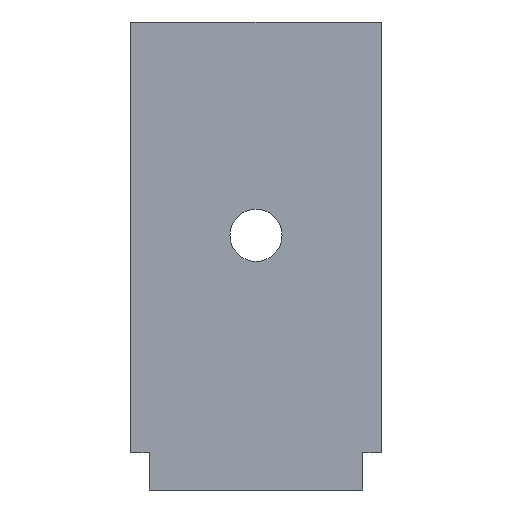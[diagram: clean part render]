
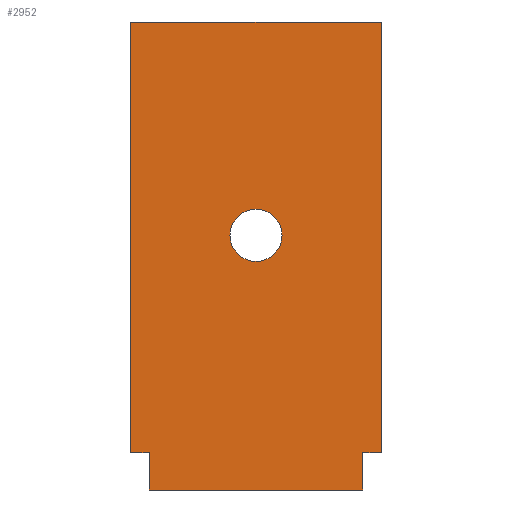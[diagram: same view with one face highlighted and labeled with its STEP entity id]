
A CAD part, front view. The second image highlights one B-rep face of the part: STEP entity #2952.
In plain terms, the highlighted planar face has unit normal (0, -1, 0).
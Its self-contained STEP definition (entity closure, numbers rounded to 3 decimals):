
#1 = VECTOR ( 'NONE', #2640, 1000. ) ;
#2 = CARTESIAN_POINT ( 'NONE',  ( -0.86, 0., -20.25 ) ) ;
#5 = LINE ( 'NONE', #2673, #1 ) ;
#34 = VECTOR ( 'NONE', #716, 1000. ) ;
#37 = LINE ( 'NONE', #714, #34 ) ;
#38 = CARTESIAN_POINT ( 'NONE',  ( 10.05, 0., -22. ) ) ;
#48 = VECTOR ( 'NONE', #2886, 1000. ) ;
#55 = LINE ( 'NONE', #1322, #48 ) ;
#122 = CARTESIAN_POINT ( 'NONE',  ( -0.86, 0., 0. ) ) ;
#174 = CARTESIAN_POINT ( 'NONE',  ( 10.91, 0., 0. ) ) ;
#234 = CARTESIAN_POINT ( 'NONE',  ( 10.05, 0., 0. ) ) ;
#241 = CARTESIAN_POINT ( 'NONE',  ( 10.05, 0., -22. ) ) ;
#246 = DIRECTION ( 'NONE',  ( -1., 0., 0. ) ) ;
#270 = CARTESIAN_POINT ( 'NONE',  ( 5.025, 0., -8.805 ) ) ;
#346 = DIRECTION ( 'NONE',  ( 0., 1., 0. ) ) ;
#422 = DIRECTION ( 'NONE',  ( 0., 0., 1. ) ) ;
#444 = CARTESIAN_POINT ( 'NONE',  ( 0., 0., -22. ) ) ;
#549 = VERTEX_POINT ( 'NONE', #174 ) ;
#563 = VERTEX_POINT ( 'NONE', #122 ) ;
#603 = VERTEX_POINT ( 'NONE', #38 ) ;
#617 = CARTESIAN_POINT ( 'NONE',  ( 0., 0., -20.25 ) ) ;
#622 = CARTESIAN_POINT ( 'NONE',  ( 10.91, 0., -20.25 ) ) ;
#631 = DIRECTION ( 'NONE',  ( 1., 0., 0. ) ) ;
#652 = DIRECTION ( 'NONE',  ( 0., 0., 1. ) ) ;
#655 = DIRECTION ( 'NONE',  ( 0., -1., 0. ) ) ;
#659 = CARTESIAN_POINT ( 'NONE',  ( 5.025, 0., -10.03 ) ) ;
#683 = CARTESIAN_POINT ( 'NONE',  ( -0.86, 0., -20.25 ) ) ;
#714 = CARTESIAN_POINT ( 'NONE',  ( 10.91, 0., 0. ) ) ;
#716 = DIRECTION ( 'NONE',  ( 0., 0., -1. ) ) ;
#959 = EDGE_CURVE ( 'NONE', #2847, #603, #55, .T. ) ;
#981 = EDGE_CURVE ( 'NONE', #549, #2524, #37, .T. ) ;
#997 = DIRECTION ( 'NONE',  ( -1., 0., 0. ) ) ;
#1021 = EDGE_CURVE ( 'NONE', #2524, #2847, #5, .T. ) ;
#1199 = EDGE_LOOP ( 'NONE', ( #2492, #2508, #2526, #2820, #2938, #2019, #2450, #2448 ) ) ;
#1216 = EDGE_LOOP ( 'NONE', ( #1974, #2056 ) ) ;
#1322 = CARTESIAN_POINT ( 'NONE',  ( 10.05, 0., 0. ) ) ;
#1330 = EDGE_CURVE ( 'NONE', #1499, #563, #2348, .T. ) ;
#1455 = CARTESIAN_POINT ( 'NONE',  ( 0., 0., 0. ) ) ;
#1495 = DIRECTION ( 'NONE',  ( 0., 0., -1. ) ) ;
#1499 = VERTEX_POINT ( 'NONE', #683 ) ;
#1518 = EDGE_CURVE ( 'NONE', #2806, #1832, #2460, .T. ) ;
#1565 = FACE_OUTER_BOUND ( 'NONE', #1199, .T. ) ;
#1570 = FACE_BOUND ( 'NONE', #1216, .T. ) ;
#1665 = CIRCLE ( 'NONE', #2205, 1.225 ) ;
#1832 = VERTEX_POINT ( 'NONE', #270 ) ;
#1842 = VECTOR ( 'NONE', #1495, 1000. ) ;
#1845 = EDGE_CURVE ( 'NONE', #603, #2956, #2012, .T. ) ;
#1850 = LINE ( 'NONE', #1455, #1842 ) ;
#1974 = ORIENTED_EDGE ( 'NONE', *, *, #2890, .F. ) ;
#2012 = LINE ( 'NONE', #241, #2785 ) ;
#2019 = ORIENTED_EDGE ( 'NONE', *, *, #959, .F. ) ;
#2044 = CARTESIAN_POINT ( 'NONE',  ( 5.025, 0., -11.255 ) ) ;
#2056 = ORIENTED_EDGE ( 'NONE', *, *, #1518, .F. ) ;
#2057 = AXIS2_PLACEMENT_3D ( 'NONE', #234, #346, #422 ) ;
#2105 = CARTESIAN_POINT ( 'NONE',  ( 10.05, 0., -20.25 ) ) ;
#2108 = EDGE_CURVE ( 'NONE', #549, #563, #2183, .T. ) ;
#2133 = VECTOR ( 'NONE', #631, 1000. ) ;
#2137 = VERTEX_POINT ( 'NONE', #617 ) ;
#2139 = LINE ( 'NONE', #2, #2133 ) ;
#2179 = EDGE_CURVE ( 'NONE', #1499, #2137, #2139, .T. ) ;
#2183 = LINE ( 'NONE', #2880, #2260 ) ;
#2205 = AXIS2_PLACEMENT_3D ( 'NONE', #2600, #2609, #2615 ) ;
#2260 = VECTOR ( 'NONE', #997, 1000. ) ;
#2348 = LINE ( 'NONE', #2532, #2362 ) ;
#2362 = VECTOR ( 'NONE', #2574, 1000. ) ;
#2448 = ORIENTED_EDGE ( 'NONE', *, *, #981, .F. ) ;
#2450 = ORIENTED_EDGE ( 'NONE', *, *, #1021, .F. ) ;
#2453 = AXIS2_PLACEMENT_3D ( 'NONE', #659, #655, #652 ) ;
#2460 = CIRCLE ( 'NONE', #2453, 1.225 ) ;
#2492 = ORIENTED_EDGE ( 'NONE', *, *, #2108, .T. ) ;
#2508 = ORIENTED_EDGE ( 'NONE', *, *, #1330, .F. ) ;
#2524 = VERTEX_POINT ( 'NONE', #622 ) ;
#2526 = ORIENTED_EDGE ( 'NONE', *, *, #2179, .T. ) ;
#2532 = CARTESIAN_POINT ( 'NONE',  ( -0.86, 0., -20.25 ) ) ;
#2574 = DIRECTION ( 'NONE',  ( 0., 0., 1. ) ) ;
#2600 = CARTESIAN_POINT ( 'NONE',  ( 5.025, 0., -10.03 ) ) ;
#2609 = DIRECTION ( 'NONE',  ( 0., -1., 0. ) ) ;
#2615 = DIRECTION ( 'NONE',  ( 0., 0., 1. ) ) ;
#2640 = DIRECTION ( 'NONE',  ( -1., 0., 0. ) ) ;
#2673 = CARTESIAN_POINT ( 'NONE',  ( 10.91, 0., -20.25 ) ) ;
#2683 = EDGE_CURVE ( 'NONE', #2137, #2956, #1850, .T. ) ;
#2785 = VECTOR ( 'NONE', #246, 1000. ) ;
#2806 = VERTEX_POINT ( 'NONE', #2044 ) ;
#2820 = ORIENTED_EDGE ( 'NONE', *, *, #2683, .T. ) ;
#2847 = VERTEX_POINT ( 'NONE', #2105 ) ;
#2880 = CARTESIAN_POINT ( 'NONE',  ( 10.05, 0., 0. ) ) ;
#2886 = DIRECTION ( 'NONE',  ( 0., 0., -1. ) ) ;
#2890 = EDGE_CURVE ( 'NONE', #1832, #2806, #1665, .T. ) ;
#2938 = ORIENTED_EDGE ( 'NONE', *, *, #1845, .F. ) ;
#2952 = ADVANCED_FACE ( 'NONE', ( #1570, #1565 ), #3037, .F. ) ;
#2956 = VERTEX_POINT ( 'NONE', #444 ) ;
#3037 = PLANE ( 'NONE',  #2057 ) ;
